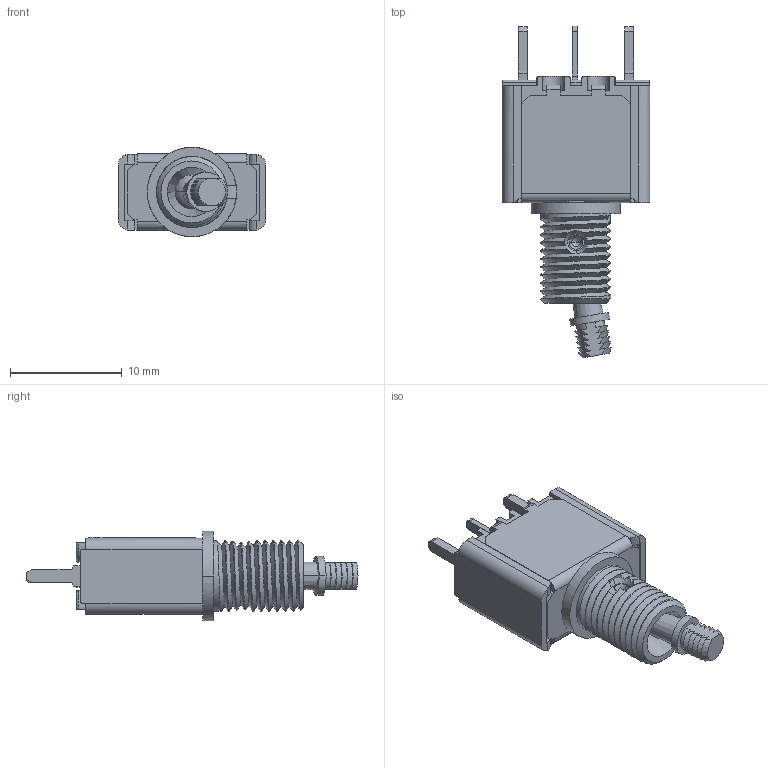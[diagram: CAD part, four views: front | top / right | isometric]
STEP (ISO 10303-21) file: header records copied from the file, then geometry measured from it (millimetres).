
FILE_DESCRIPTION((''),'2;1');
FILE_NAME('5236AKB-41','2011-03-17T',('snouilhan'),(''),'PRO/ENGINEER BY PARAMETRIC TECHNOLOGY CORPORATION, 2009440','PRO/ENGINEER BY PARAMETRIC TECHNOLOGY CORPORATION, 2009440','');
FILE_SCHEMA(('CONFIG_CONTROL_DESIGN'));
Length unit declared in the file: millimetre
Products named in the file (1): 5236AKB-41
Bounding box: 13.2 x 29.69 x 8 mm (x, y, z)
Volume: 800.2 mm3; surface area: 1963.4 mm2
Topology: 2 solids, 2 shells, 536 faces, 1476 edges, 930 vertices
Faces by surface type: plane 315, cylinder 134, bspline 40, cone 29, sphere 10, torus 8
Entity records: 22955 total; most frequent: CARTESIAN_POINT 9820, ORIENTED_EDGE 2948, DIRECTION 2421, EDGE_CURVE 1474, VERTEX_POINT 930, VECTOR 907, LINE 907, AXIS2_PLACEMENT_3D 757
